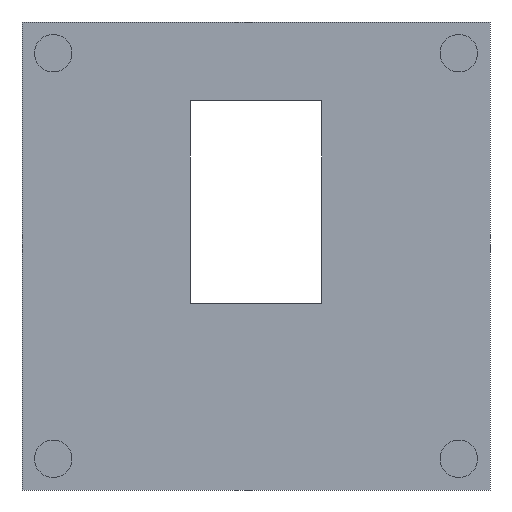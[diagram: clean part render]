
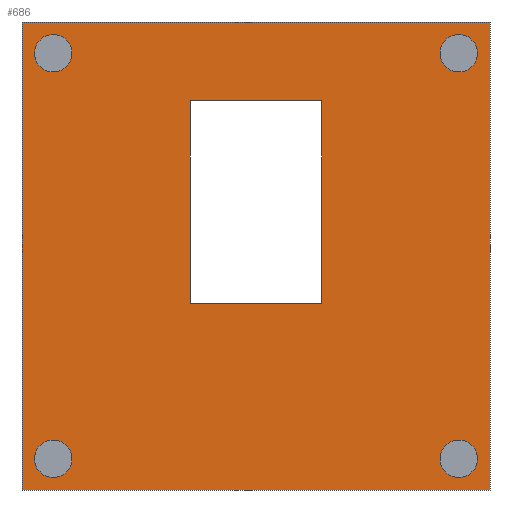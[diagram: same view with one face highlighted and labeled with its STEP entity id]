
A CAD part, front view. The second image highlights one B-rep face of the part: STEP entity #686.
In plain terms, the highlighted planar face has unit normal (0, -1, 0).
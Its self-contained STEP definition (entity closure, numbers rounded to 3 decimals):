
#1 = PLANE ( 'NONE',  #281 ) ;
#7 = VECTOR ( 'NONE', #80, 1000. ) ;
#9 = CIRCLE ( 'NONE', #502, 6. ) ;
#11 = VERTEX_POINT ( 'NONE', #311 ) ;
#19 = DIRECTION ( 'NONE',  ( 0., 0., 1. ) ) ;
#25 = DIRECTION ( 'NONE',  ( 0., 0., -1. ) ) ;
#31 = EDGE_CURVE ( 'NONE', #654, #450, #9, .T. ) ;
#34 = CARTESIAN_POINT ( 'NONE',  ( 75., 0., -75. ) ) ;
#35 = CARTESIAN_POINT ( 'NONE',  ( 65., 0., -65. ) ) ;
#38 = CIRCLE ( 'NONE', #676, 6. ) ;
#39 = CIRCLE ( 'NONE', #228, 6. ) ;
#47 = EDGE_CURVE ( 'NONE', #11, #586, #623, .T. ) ;
#50 = VERTEX_POINT ( 'NONE', #34 ) ;
#52 = DIRECTION ( 'NONE',  ( 0., 0., 1. ) ) ;
#54 = AXIS2_PLACEMENT_3D ( 'NONE', #650, #288, #19 ) ;
#59 = ORIENTED_EDGE ( 'NONE', *, *, #575, .F. ) ;
#64 = ORIENTED_EDGE ( 'NONE', *, *, #432, .T. ) ;
#66 = CARTESIAN_POINT ( 'NONE',  ( 65., 0., 65. ) ) ;
#71 = VECTOR ( 'NONE', #134, 1000. ) ;
#77 = CARTESIAN_POINT ( 'NONE',  ( 75., 0., 0. ) ) ;
#80 = DIRECTION ( 'NONE',  ( 1., 0., 0. ) ) ;
#83 = AXIS2_PLACEMENT_3D ( 'NONE', #592, #587, #52 ) ;
#100 = EDGE_LOOP ( 'NONE', ( #163, #685 ) ) ;
#102 = EDGE_LOOP ( 'NONE', ( #693, #616 ) ) ;
#103 = DIRECTION ( 'NONE',  ( 0., -1., 0. ) ) ;
#117 = CARTESIAN_POINT ( 'NONE',  ( -21., 0., 49.75 ) ) ;
#120 = CARTESIAN_POINT ( 'NONE',  ( -75., 0., -75. ) ) ;
#121 = VERTEX_POINT ( 'NONE', #213 ) ;
#125 = CARTESIAN_POINT ( 'NONE',  ( -75., 0., 75. ) ) ;
#128 = EDGE_LOOP ( 'NONE', ( #444, #639 ) ) ;
#134 = DIRECTION ( 'NONE',  ( 0., 0., -1. ) ) ;
#136 = CARTESIAN_POINT ( 'NONE',  ( 0., 0., -15.25 ) ) ;
#143 = ORIENTED_EDGE ( 'NONE', *, *, #583, .T. ) ;
#146 = CARTESIAN_POINT ( 'NONE',  ( -65., 0., -59. ) ) ;
#157 = FACE_BOUND ( 'NONE', #497, .T. ) ;
#160 = VERTEX_POINT ( 'NONE', #585 ) ;
#163 = ORIENTED_EDGE ( 'NONE', *, *, #537, .F. ) ;
#165 = FACE_BOUND ( 'NONE', #100, .T. ) ;
#168 = AXIS2_PLACEMENT_3D ( 'NONE', #612, #251, #200 ) ;
#172 = ORIENTED_EDGE ( 'NONE', *, *, #462, .F. ) ;
#179 = DIRECTION ( 'NONE',  ( 0., 0., -1. ) ) ;
#182 = CIRCLE ( 'NONE', #571, 6. ) ;
#193 = VECTOR ( 'NONE', #179, 1000. ) ;
#194 = LINE ( 'NONE', #406, #7 ) ;
#200 = DIRECTION ( 'NONE',  ( 0., 0., 1. ) ) ;
#202 = VECTOR ( 'NONE', #298, 1000. ) ;
#208 = FACE_BOUND ( 'NONE', #102, .T. ) ;
#210 = ORIENTED_EDGE ( 'NONE', *, *, #473, .F. ) ;
#213 = CARTESIAN_POINT ( 'NONE',  ( 21., 0., 49.75 ) ) ;
#228 = AXIS2_PLACEMENT_3D ( 'NONE', #373, #103, #534 ) ;
#229 = DIRECTION ( 'NONE',  ( 0., -1., 0. ) ) ;
#233 = CARTESIAN_POINT ( 'NONE',  ( 65., 0., 59. ) ) ;
#243 = DIRECTION ( 'NONE',  ( 0., 0., 1. ) ) ;
#251 = DIRECTION ( 'NONE',  ( 0., -1., 0. ) ) ;
#261 = DIRECTION ( 'NONE',  ( 0., -1., 0. ) ) ;
#263 = FACE_BOUND ( 'NONE', #480, .T. ) ;
#277 = VERTEX_POINT ( 'NONE', #439 ) ;
#281 = AXIS2_PLACEMENT_3D ( 'NONE', #486, #474, #640 ) ;
#283 = CARTESIAN_POINT ( 'NONE',  ( -21., 0., 0. ) ) ;
#284 = ORIENTED_EDGE ( 'NONE', *, *, #309, .T. ) ;
#288 = DIRECTION ( 'NONE',  ( 0., -1., 0. ) ) ;
#298 = DIRECTION ( 'NONE',  ( 1., 0., 0. ) ) ;
#301 = EDGE_CURVE ( 'NONE', #683, #519, #381, .T. ) ;
#302 = CARTESIAN_POINT ( 'NONE',  ( 0., 0., -75. ) ) ;
#309 = EDGE_CURVE ( 'NONE', #121, #586, #499, .T. ) ;
#311 = CARTESIAN_POINT ( 'NONE',  ( -21., 0., -15.25 ) ) ;
#323 = VERTEX_POINT ( 'NONE', #117 ) ;
#325 = CARTESIAN_POINT ( 'NONE',  ( 21., 0., -15.25 ) ) ;
#332 = EDGE_CURVE ( 'NONE', #160, #357, #182, .T. ) ;
#353 = DIRECTION ( 'NONE',  ( 1., 0., 0. ) ) ;
#357 = VERTEX_POINT ( 'NONE', #233 ) ;
#358 = CARTESIAN_POINT ( 'NONE',  ( -65., 0., 71. ) ) ;
#362 = VECTOR ( 'NONE', #441, 1000. ) ;
#369 = CARTESIAN_POINT ( 'NONE',  ( -65., 0., 59. ) ) ;
#371 = EDGE_CURVE ( 'NONE', #323, #11, #443, .T. ) ;
#373 = CARTESIAN_POINT ( 'NONE',  ( -65., 0., 65. ) ) ;
#375 = VERTEX_POINT ( 'NONE', #393 ) ;
#376 = FACE_OUTER_BOUND ( 'NONE', #651, .T. ) ;
#381 = CIRCLE ( 'NONE', #54, 6. ) ;
#384 = VERTEX_POINT ( 'NONE', #125 ) ;
#393 = CARTESIAN_POINT ( 'NONE',  ( -65., 0., -71. ) ) ;
#396 = CARTESIAN_POINT ( 'NONE',  ( 21., 0., 0. ) ) ;
#399 = VERTEX_POINT ( 'NONE', #120 ) ;
#403 = CARTESIAN_POINT ( 'NONE',  ( -75., 0., 0. ) ) ;
#404 = CARTESIAN_POINT ( 'NONE',  ( -65., 0., 65. ) ) ;
#406 = CARTESIAN_POINT ( 'NONE',  ( 0., 0., 49.75 ) ) ;
#408 = LINE ( 'NONE', #403, #71 ) ;
#426 = VERTEX_POINT ( 'NONE', #146 ) ;
#432 = EDGE_CURVE ( 'NONE', #399, #50, #672, .T. ) ;
#438 = VECTOR ( 'NONE', #514, 1000. ) ;
#439 = CARTESIAN_POINT ( 'NONE',  ( 75., 0., 75. ) ) ;
#441 = DIRECTION ( 'NONE',  ( 0., 0., -1. ) ) ;
#443 = LINE ( 'NONE', #283, #362 ) ;
#444 = ORIENTED_EDGE ( 'NONE', *, *, #332, .F. ) ;
#450 = VERTEX_POINT ( 'NONE', #358 ) ;
#451 = LINE ( 'NONE', #77, #643 ) ;
#458 = CARTESIAN_POINT ( 'NONE',  ( -65., 0., -65. ) ) ;
#461 = DIRECTION ( 'NONE',  ( 0., 0., 1. ) ) ;
#462 = EDGE_CURVE ( 'NONE', #384, #277, #625, .T. ) ;
#466 = AXIS2_PLACEMENT_3D ( 'NONE', #458, #662, #461 ) ;
#473 = EDGE_CURVE ( 'NONE', #426, #375, #588, .T. ) ;
#474 = DIRECTION ( 'NONE',  ( 0., 1., 0. ) ) ;
#477 = FACE_BOUND ( 'NONE', #128, .T. ) ;
#480 = EDGE_LOOP ( 'NONE', ( #605, #143, #284, #607 ) ) ;
#482 = CARTESIAN_POINT ( 'NONE',  ( 65., 0., -71. ) ) ;
#483 = EDGE_CURVE ( 'NONE', #375, #426, #556, .T. ) ;
#486 = CARTESIAN_POINT ( 'NONE',  ( 0., 0., 0. ) ) ;
#497 = EDGE_LOOP ( 'NONE', ( #210, #590 ) ) ;
#499 = LINE ( 'NONE', #396, #193 ) ;
#502 = AXIS2_PLACEMENT_3D ( 'NONE', #404, #261, #611 ) ;
#510 = DIRECTION ( 'NONE',  ( 0., -1., 0. ) ) ;
#514 = DIRECTION ( 'NONE',  ( 1., 0., 0. ) ) ;
#519 = VERTEX_POINT ( 'NONE', #570 ) ;
#529 = EDGE_CURVE ( 'NONE', #384, #399, #408, .T. ) ;
#534 = DIRECTION ( 'NONE',  ( 0., 0., 1. ) ) ;
#537 = EDGE_CURVE ( 'NONE', #519, #683, #38, .T. ) ;
#549 = DIRECTION ( 'NONE',  ( 0., 0., 1. ) ) ;
#555 = ORIENTED_EDGE ( 'NONE', *, *, #529, .T. ) ;
#556 = CIRCLE ( 'NONE', #466, 6. ) ;
#570 = CARTESIAN_POINT ( 'NONE',  ( 65., 0., -59. ) ) ;
#571 = AXIS2_PLACEMENT_3D ( 'NONE', #66, #229, #549 ) ;
#575 = EDGE_CURVE ( 'NONE', #277, #50, #451, .T. ) ;
#583 = EDGE_CURVE ( 'NONE', #323, #121, #194, .T. ) ;
#585 = CARTESIAN_POINT ( 'NONE',  ( 65., 0., 71. ) ) ;
#586 = VERTEX_POINT ( 'NONE', #325 ) ;
#587 = DIRECTION ( 'NONE',  ( 0., -1., 0. ) ) ;
#588 = CIRCLE ( 'NONE', #168, 6. ) ;
#590 = ORIENTED_EDGE ( 'NONE', *, *, #483, .F. ) ;
#592 = CARTESIAN_POINT ( 'NONE',  ( 65., 0., 65. ) ) ;
#595 = EDGE_CURVE ( 'NONE', #450, #654, #39, .T. ) ;
#605 = ORIENTED_EDGE ( 'NONE', *, *, #371, .F. ) ;
#607 = ORIENTED_EDGE ( 'NONE', *, *, #47, .F. ) ;
#610 = CARTESIAN_POINT ( 'NONE',  ( 0., 0., 75. ) ) ;
#611 = DIRECTION ( 'NONE',  ( 0., 0., 1. ) ) ;
#612 = CARTESIAN_POINT ( 'NONE',  ( -65., 0., -65. ) ) ;
#616 = ORIENTED_EDGE ( 'NONE', *, *, #31, .F. ) ;
#623 = LINE ( 'NONE', #136, #656 ) ;
#625 = LINE ( 'NONE', #610, #202 ) ;
#639 = ORIENTED_EDGE ( 'NONE', *, *, #653, .F. ) ;
#640 = DIRECTION ( 'NONE',  ( 0., 0., 1. ) ) ;
#643 = VECTOR ( 'NONE', #25, 1000. ) ;
#650 = CARTESIAN_POINT ( 'NONE',  ( 65., 0., -65. ) ) ;
#651 = EDGE_LOOP ( 'NONE', ( #172, #555, #64, #59 ) ) ;
#653 = EDGE_CURVE ( 'NONE', #357, #160, #655, .T. ) ;
#654 = VERTEX_POINT ( 'NONE', #369 ) ;
#655 = CIRCLE ( 'NONE', #83, 6. ) ;
#656 = VECTOR ( 'NONE', #353, 1000. ) ;
#662 = DIRECTION ( 'NONE',  ( 0., -1., 0. ) ) ;
#672 = LINE ( 'NONE', #302, #438 ) ;
#676 = AXIS2_PLACEMENT_3D ( 'NONE', #35, #510, #243 ) ;
#683 = VERTEX_POINT ( 'NONE', #482 ) ;
#685 = ORIENTED_EDGE ( 'NONE', *, *, #301, .F. ) ;
#686 = ADVANCED_FACE ( 'NONE', ( #263, #165, #157, #208, #477, #376 ), #1, .F. ) ;
#693 = ORIENTED_EDGE ( 'NONE', *, *, #595, .F. ) ;
